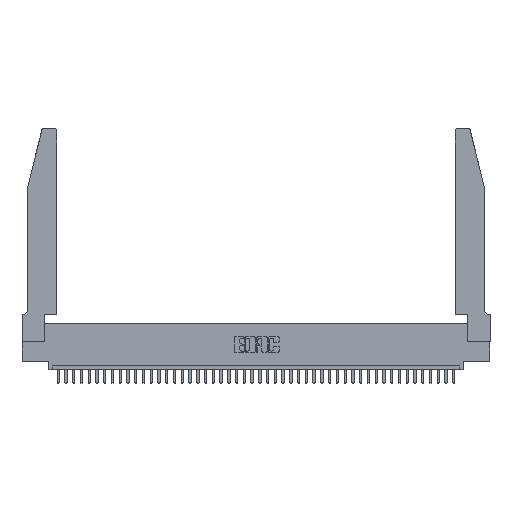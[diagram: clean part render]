
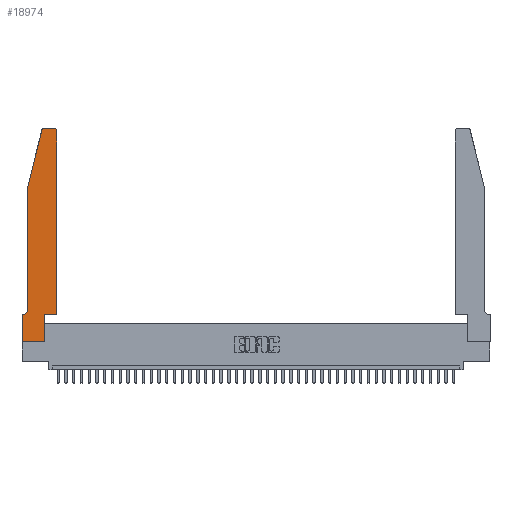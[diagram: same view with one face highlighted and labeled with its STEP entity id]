
A CAD part, top view. The second image highlights one B-rep face of the part: STEP entity #18974.
In plain terms, the highlighted planar face has unit normal (0, 0, 1).
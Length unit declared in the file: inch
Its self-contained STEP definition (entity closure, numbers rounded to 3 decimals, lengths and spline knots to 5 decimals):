
#38 = ORIENTED_EDGE ( 'NONE', *, *, #1733, .T. ) ;
#62 = EDGE_CURVE ( 'NONE', #3610, #38163, #31024, .T. ) ;
#880 = EDGE_CURVE ( 'NONE', #12002, #29957, #20112, .T. ) ;
#1095 = VERTEX_POINT ( 'NONE', #20465 ) ;
#1231 = CARTESIAN_POINT ( 'NONE',  ( 0.0755, 2., 0.37 ) ) ;
#1733 = EDGE_CURVE ( 'NONE', #39312, #36710, #6108, .T. ) ;
#1809 = CARTESIAN_POINT ( 'NONE',  ( 0.2865, 0., 0.37 ) ) ;
#2452 = VECTOR ( 'NONE', #22589, 39.37008 ) ;
#2458 = EDGE_CURVE ( 'NONE', #11448, #4327, #27426, .T. ) ;
#2665 = DIRECTION ( 'NONE',  ( -1., 0., 0. ) ) ;
#2889 = AXIS2_PLACEMENT_3D ( 'NONE', #12963, #36022, #42685 ) ;
#3017 = CARTESIAN_POINT ( 'NONE',  ( 0.25487, 2.72718, 0.37 ) ) ;
#3069 = CARTESIAN_POINT ( 'NONE',  ( 0.284, 2.75, 0.37 ) ) ;
#3570 = VECTOR ( 'NONE', #18762, 39.37008 ) ;
#3610 = VERTEX_POINT ( 'NONE', #23988 ) ;
#3777 = LINE ( 'NONE', #11558, #34252 ) ;
#3811 = LINE ( 'NONE', #29073, #14149 ) ;
#4073 = EDGE_CURVE ( 'NONE', #16406, #1095, #10272, .T. ) ;
#4327 = VERTEX_POINT ( 'NONE', #23208 ) ;
#4418 = CARTESIAN_POINT ( 'NONE',  ( 0.2605, 2.75, 0.37 ) ) ;
#5039 = DIRECTION ( 'NONE',  ( 0., 0., -1. ) ) ;
#5459 = CARTESIAN_POINT ( 'NONE',  ( 0., 0.35, 0.37 ) ) ;
#6108 = CIRCLE ( 'NONE', #11654, 0.03 ) ;
#7229 = EDGE_CURVE ( 'NONE', #41874, #3610, #13258, .T. ) ;
#7928 = ORIENTED_EDGE ( 'NONE', *, *, #14035, .T. ) ;
#10272 = CIRCLE ( 'NONE', #42114, 0.07 ) ;
#10902 = DIRECTION ( 'NONE',  ( 0., 0., 1. ) ) ;
#11037 = CARTESIAN_POINT ( 'NONE',  ( 0.4505, 2.72, 0.37 ) ) ;
#11448 = VERTEX_POINT ( 'NONE', #5459 ) ;
#11483 = ORIENTED_EDGE ( 'NONE', *, *, #20494, .T. ) ;
#11558 = CARTESIAN_POINT ( 'NONE',  ( 0., 0., 0.37 ) ) ;
#11654 = AXIS2_PLACEMENT_3D ( 'NONE', #24148, #34116, #20975 ) ;
#12002 = VERTEX_POINT ( 'NONE', #3017 ) ;
#12349 = CARTESIAN_POINT ( 'NONE',  ( 0.0755, 2., 0.37 ) ) ;
#12963 = CARTESIAN_POINT ( 'NONE',  ( 0., 0.35, 0.37 ) ) ;
#13258 = LINE ( 'NONE', #31228, #15340 ) ;
#14035 = EDGE_CURVE ( 'NONE', #1095, #11448, #3811, .T. ) ;
#14149 = VECTOR ( 'NONE', #2665, 39.37008 ) ;
#14172 = LINE ( 'NONE', #18030, #29646 ) ;
#14661 = EDGE_CURVE ( 'NONE', #27219, #12002, #36301, .T. ) ;
#15340 = VECTOR ( 'NONE', #28059, 39.37008 ) ;
#15481 = EDGE_CURVE ( 'NONE', #4327, #41874, #3777, .T. ) ;
#16406 = VERTEX_POINT ( 'NONE', #42299 ) ;
#17435 = DIRECTION ( 'NONE',  ( -1., 0., 0. ) ) ;
#17565 = ORIENTED_EDGE ( 'NONE', *, *, #2458, .T. ) ;
#18030 = CARTESIAN_POINT ( 'NONE',  ( 0.4505, 0.35, 0.37 ) ) ;
#18762 = DIRECTION ( 'NONE',  ( -0.239, -0.971, 0. ) ) ;
#18908 = FACE_OUTER_BOUND ( 'NONE', #24683, .T. ) ;
#18974 = ADVANCED_FACE ( 'NONE', ( #18908 ), #26045, .T. ) ;
#19031 = ORIENTED_EDGE ( 'NONE', *, *, #14661, .T. ) ;
#19715 = AXIS2_PLACEMENT_3D ( 'NONE', #27471, #10902, #30348 ) ;
#19735 = CARTESIAN_POINT ( 'NONE',  ( 0.4505, 0.35, 0.37 ) ) ;
#20046 = LINE ( 'NONE', #12349, #2452 ) ;
#20112 = LINE ( 'NONE', #38512, #3570 ) ;
#20465 = CARTESIAN_POINT ( 'NONE',  ( 0.0055, 0.35, 0.37 ) ) ;
#20494 = EDGE_CURVE ( 'NONE', #38163, #39312, #14172, .T. ) ;
#20975 = DIRECTION ( 'NONE',  ( 1., 0., 0. ) ) ;
#21135 = ORIENTED_EDGE ( 'NONE', *, *, #15481, .T. ) ;
#21140 = ORIENTED_EDGE ( 'NONE', *, *, #4073, .T. ) ;
#21644 = DIRECTION ( 'NONE',  ( -1., 0., 0. ) ) ;
#21909 = CARTESIAN_POINT ( 'NONE',  ( 0.0055, 0.42, 0.37 ) ) ;
#22589 = DIRECTION ( 'NONE',  ( 0., -1., 0. ) ) ;
#23208 = CARTESIAN_POINT ( 'NONE',  ( 0., 0., 0.37 ) ) ;
#23988 = CARTESIAN_POINT ( 'NONE',  ( 0.2865, 0.35, 0.37 ) ) ;
#24148 = CARTESIAN_POINT ( 'NONE',  ( 0.4205, 2.72, 0.37 ) ) ;
#24683 = EDGE_LOOP ( 'NONE', ( #38234, #19031, #26825, #28633, #21140, #7928, #17565, #21135, #39032, #32815, #11483, #38 ) ) ;
#24788 = DIRECTION ( 'NONE',  ( 0., 1., 0. ) ) ;
#26045 = PLANE ( 'NONE',  #2889 ) ;
#26825 = ORIENTED_EDGE ( 'NONE', *, *, #880, .T. ) ;
#27219 = VERTEX_POINT ( 'NONE', #3069 ) ;
#27426 = LINE ( 'NONE', #40538, #38271 ) ;
#27471 = CARTESIAN_POINT ( 'NONE',  ( 0.284, 2.72, 0.37 ) ) ;
#28059 = DIRECTION ( 'NONE',  ( 0., 1., 0. ) ) ;
#28633 = ORIENTED_EDGE ( 'NONE', *, *, #41957, .T. ) ;
#29073 = CARTESIAN_POINT ( 'NONE',  ( 0.0755, 0.35, 0.37 ) ) ;
#29646 = VECTOR ( 'NONE', #24788, 39.37008 ) ;
#29957 = VERTEX_POINT ( 'NONE', #1231 ) ;
#30348 = DIRECTION ( 'NONE',  ( 1., 0., 0. ) ) ;
#31024 = LINE ( 'NONE', #19735, #34626 ) ;
#31183 = VECTOR ( 'NONE', #17435, 39.37008 ) ;
#31228 = CARTESIAN_POINT ( 'NONE',  ( 0.2865, 0.35, 0.37 ) ) ;
#31684 = DIRECTION ( 'NONE',  ( 1., 0., 0. ) ) ;
#31860 = EDGE_CURVE ( 'NONE', #36710, #27219, #38947, .T. ) ;
#32815 = ORIENTED_EDGE ( 'NONE', *, *, #62, .T. ) ;
#32816 = DIRECTION ( 'NONE',  ( 1., 0., 0. ) ) ;
#33319 = CARTESIAN_POINT ( 'NONE',  ( 0.4205, 2.75, 0.37 ) ) ;
#34116 = DIRECTION ( 'NONE',  ( 0., 0., 1. ) ) ;
#34252 = VECTOR ( 'NONE', #31684, 39.37008 ) ;
#34626 = VECTOR ( 'NONE', #32816, 39.37008 ) ;
#36022 = DIRECTION ( 'NONE',  ( 0., 0., 1. ) ) ;
#36301 = CIRCLE ( 'NONE', #19715, 0.03 ) ;
#36710 = VERTEX_POINT ( 'NONE', #33319 ) ;
#37233 = DIRECTION ( 'NONE',  ( 0., -1., 0. ) ) ;
#37839 = CARTESIAN_POINT ( 'NONE',  ( 0.4505, 0.35, 0.37 ) ) ;
#38163 = VERTEX_POINT ( 'NONE', #37839 ) ;
#38234 = ORIENTED_EDGE ( 'NONE', *, *, #31860, .T. ) ;
#38271 = VECTOR ( 'NONE', #37233, 39.37008 ) ;
#38512 = CARTESIAN_POINT ( 'NONE',  ( 0.0755, 2., 0.37 ) ) ;
#38947 = LINE ( 'NONE', #4418, #31183 ) ;
#39032 = ORIENTED_EDGE ( 'NONE', *, *, #7229, .T. ) ;
#39312 = VERTEX_POINT ( 'NONE', #11037 ) ;
#40538 = CARTESIAN_POINT ( 'NONE',  ( 0., 0., 0.37 ) ) ;
#41874 = VERTEX_POINT ( 'NONE', #1809 ) ;
#41957 = EDGE_CURVE ( 'NONE', #29957, #16406, #20046, .T. ) ;
#42114 = AXIS2_PLACEMENT_3D ( 'NONE', #21909, #5039, #21644 ) ;
#42299 = CARTESIAN_POINT ( 'NONE',  ( 0.0755, 0.42, 0.37 ) ) ;
#42685 = DIRECTION ( 'NONE',  ( 1., 0., 0. ) ) ;
